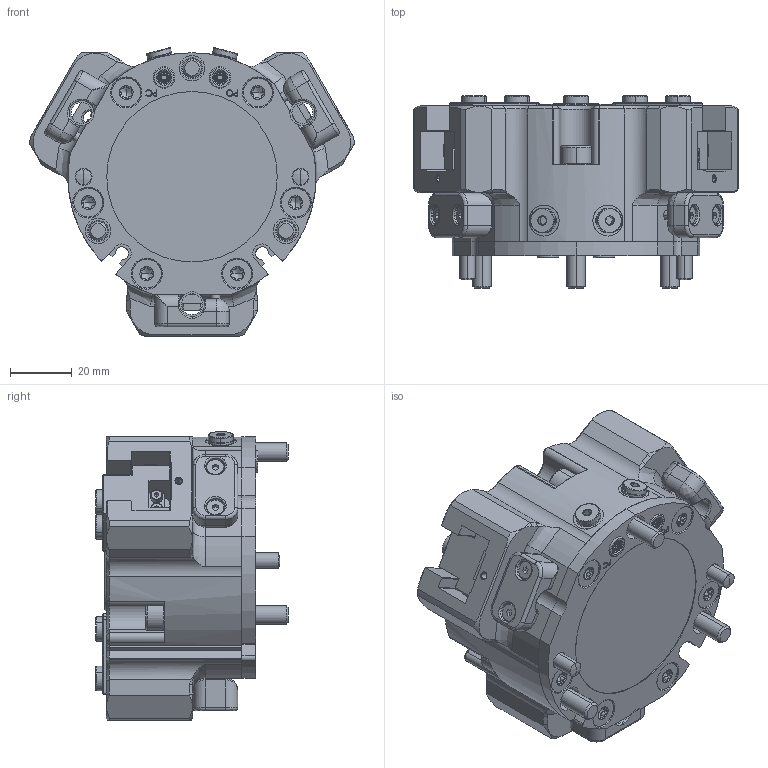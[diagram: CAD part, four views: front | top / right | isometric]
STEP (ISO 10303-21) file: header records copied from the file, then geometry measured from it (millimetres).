
FILE_DESCRIPTION (( 'STEP AP214' ), '1' );
FILE_NAME ('ASUTEC_ASGZ-80.STEP', '2022-07-14T08:10:12', ( '' ), ( '' ), 'SwSTEP 2.0', 'SolidWorks 2020', '' );
FILE_SCHEMA (( 'AUTOMOTIVE_DESIGN' ));
Length unit declared in the file: millimetre
Products named in the file (1): ASUTEC_ASGZ-80
Bounding box: 104.96 x 62.15 x 93.15 mm (x, y, z)
Volume: 260768.7 mm3; surface area: 81886.4 mm2
Topology: 10 solids, 34 shells, 3137 faces, 7969 edges, 4975 vertices
Faces by surface type: plane 1061, cylinder 949, cone 592, bspline 511, torus 24
Entity records: 149432 total; most frequent: CARTESIAN_POINT 44054, ORIENTED_EDGE 15726, DIRECTION 13653, EDGE_CURVE 7863, VERTEX_POINT 4975, AXIS2_PLACEMENT_3D 4935, VECTOR 3783, LINE 3783
